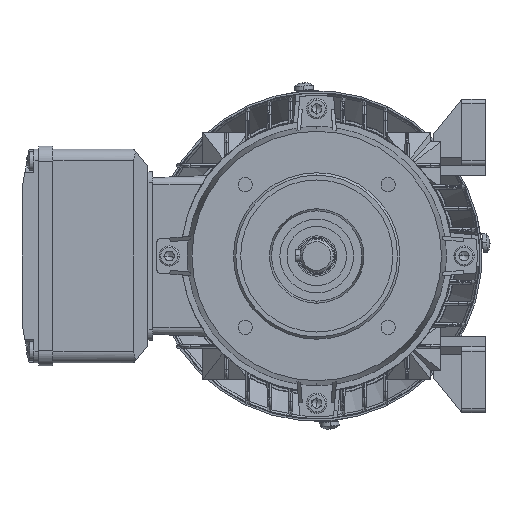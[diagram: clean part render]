
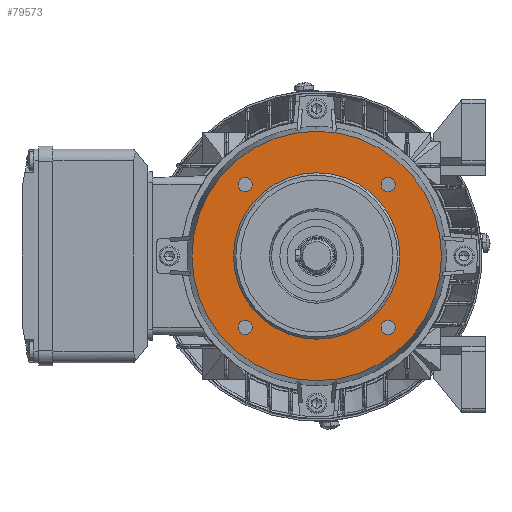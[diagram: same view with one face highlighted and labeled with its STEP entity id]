
A CAD part, left-side view. The second image highlights one B-rep face of the part: STEP entity #79573.
In plain terms, the highlighted face is planar.
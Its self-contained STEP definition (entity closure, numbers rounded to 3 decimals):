
#21382 = CARTESIAN_POINT ( 'NONE',  ( -33.052, -30.052, 31. ) ) ;
#21426 = CARTESIAN_POINT ( 'NONE',  ( -33.052, 30.052, 31. ) ) ;
#21431 = CIRCLE ( 'NONE', #21492, 3. ) ;
#21432 = CARTESIAN_POINT ( 'NONE',  ( 27.052, 30.052, 31. ) ) ;
#21460 = CARTESIAN_POINT ( 'NONE',  ( 27.052, -30.052, 31. ) ) ;
#21482 = CARTESIAN_POINT ( 'NONE',  ( -27.052, -30.052, 31. ) ) ;
#21483 = DIRECTION ( 'NONE',  ( 1., 0., 0. ) ) ;
#21484 = DIRECTION ( 'NONE',  ( 0., 0., 1. ) ) ;
#21485 = CARTESIAN_POINT ( 'NONE',  ( -30.052, -30.052, 31. ) ) ;
#21486 = AXIS2_PLACEMENT_3D ( 'NONE', #21485, #21484, #21483 ) ;
#21487 = CIRCLE ( 'NONE', #21486, 3. ) ;
#21488 = CARTESIAN_POINT ( 'NONE',  ( 33.052, 30.052, 31. ) ) ;
#21489 = DIRECTION ( 'NONE',  ( 1., 0., 0. ) ) ;
#21490 = DIRECTION ( 'NONE',  ( 0., 0., 1. ) ) ;
#21491 = CARTESIAN_POINT ( 'NONE',  ( 30.052, 30.052, 31. ) ) ;
#21492 = AXIS2_PLACEMENT_3D ( 'NONE', #21491, #21490, #21489 ) ;
#21514 = CARTESIAN_POINT ( 'NONE',  ( -27.052, 30.052, 31. ) ) ;
#21515 = DIRECTION ( 'NONE',  ( 1., 0., 0. ) ) ;
#21516 = DIRECTION ( 'NONE',  ( 0., 0., 1. ) ) ;
#21517 = AXIS2_PLACEMENT_3D ( 'NONE', #21524, #21516, #21515 ) ;
#21518 = CIRCLE ( 'NONE', #21517, 3. ) ;
#21519 = DIRECTION ( 'NONE',  ( 1., 0., 0. ) ) ;
#21520 = DIRECTION ( 'NONE',  ( 0., 0., 1. ) ) ;
#21521 = CARTESIAN_POINT ( 'NONE',  ( 30.052, -30.052, 31. ) ) ;
#21522 = AXIS2_PLACEMENT_3D ( 'NONE', #21521, #21520, #21519 ) ;
#21523 = CIRCLE ( 'NONE', #21522, 3. ) ;
#21524 = CARTESIAN_POINT ( 'NONE',  ( -30.052, 30.052, 31. ) ) ;
#21972 = CARTESIAN_POINT ( 'NONE',  ( -52.5, 0., 31. ) ) ;
#21973 = DIRECTION ( 'NONE',  ( -1., 0., 0. ) ) ;
#21974 = DIRECTION ( 'NONE',  ( 0., 0., -1. ) ) ;
#21975 = CARTESIAN_POINT ( 'NONE',  ( 0., 0., 31. ) ) ;
#21976 = AXIS2_PLACEMENT_3D ( 'NONE', #21975, #21974, #21973 ) ;
#21977 = CIRCLE ( 'NONE', #21976, 52.5 ) ;
#22056 = CARTESIAN_POINT ( 'NONE',  ( 52.5, 0., 31. ) ) ;
#22057 = CARTESIAN_POINT ( 'NONE',  ( -35., 0., 31. ) ) ;
#22058 = CARTESIAN_POINT ( 'NONE',  ( 35., 0., 31. ) ) ;
#22168 = DIRECTION ( 'NONE',  ( -1., 0., 0. ) ) ;
#22169 = DIRECTION ( 'NONE',  ( 0., 0., -1. ) ) ;
#22170 = CARTESIAN_POINT ( 'NONE',  ( 0., 0., 31. ) ) ;
#22171 = AXIS2_PLACEMENT_3D ( 'NONE', #22170, #22169, #22168 ) ;
#22177 = CIRCLE ( 'NONE', #22171, 35. ) ;
#27729 = DIRECTION ( 'NONE',  ( 1., 0., 0. ) ) ;
#27730 = DIRECTION ( 'NONE',  ( 0., 0., 1. ) ) ;
#27731 = CARTESIAN_POINT ( 'NONE',  ( -30.052, 30.052, 31. ) ) ;
#27732 = AXIS2_PLACEMENT_3D ( 'NONE', #27731, #27730, #27729 ) ;
#27733 = DIRECTION ( 'NONE',  ( 1., 0., 0. ) ) ;
#27734 = DIRECTION ( 'NONE',  ( 0., 0., 1. ) ) ;
#27735 = AXIS2_PLACEMENT_3D ( 'NONE', #27737, #27734, #27733 ) ;
#27736 = CIRCLE ( 'NONE', #27732, 3. ) ;
#27737 = CARTESIAN_POINT ( 'NONE',  ( -52.5, 0., 31. ) ) ;
#27738 = PLANE ( 'NONE',  #27735 ) ;
#27739 = FACE_BOUND ( 'NONE', #79620, .T. ) ;
#27740 = FACE_OUTER_BOUND ( 'NONE', #79641, .T. ) ;
#27741 = FACE_BOUND ( 'NONE', #79636, .T. ) ;
#27742 = FACE_BOUND ( 'NONE', #79632, .T. ) ;
#27743 = FACE_BOUND ( 'NONE', #79578, .T. ) ;
#27744 = FACE_BOUND ( 'NONE', #79574, .T. ) ;
#27793 = CARTESIAN_POINT ( 'NONE',  ( 30.052, 30.052, 31. ) ) ;
#27794 = AXIS2_PLACEMENT_3D ( 'NONE', #27793, #27850, #27849 ) ;
#27795 = CIRCLE ( 'NONE', #27794, 3. ) ;
#27796 = CARTESIAN_POINT ( 'NONE',  ( 0., 0., 31. ) ) ;
#27797 = DIRECTION ( 'NONE',  ( 1., 0., 0. ) ) ;
#27798 = DIRECTION ( 'NONE',  ( 0., 0., 1. ) ) ;
#27799 = CARTESIAN_POINT ( 'NONE',  ( 30.052, -30.052, 31. ) ) ;
#27800 = AXIS2_PLACEMENT_3D ( 'NONE', #27799, #27798, #27797 ) ;
#27801 = CIRCLE ( 'NONE', #27800, 3. ) ;
#27802 = DIRECTION ( 'NONE',  ( 1., 0., 0. ) ) ;
#27803 = DIRECTION ( 'NONE',  ( 0., 0., 1. ) ) ;
#27804 = CARTESIAN_POINT ( 'NONE',  ( -30.052, -30.052, 31. ) ) ;
#27805 = AXIS2_PLACEMENT_3D ( 'NONE', #27804, #27803, #27802 ) ;
#27806 = CIRCLE ( 'NONE', #27805, 3. ) ;
#27813 = DIRECTION ( 'NONE',  ( -1., 0., 0. ) ) ;
#27814 = DIRECTION ( 'NONE',  ( 0., 0., -1. ) ) ;
#27815 = CARTESIAN_POINT ( 'NONE',  ( 0., 0., 31. ) ) ;
#27816 = AXIS2_PLACEMENT_3D ( 'NONE', #27815, #27814, #27813 ) ;
#27817 = CIRCLE ( 'NONE', #27816, 52.5 ) ;
#27842 = CARTESIAN_POINT ( 'NONE',  ( 33.052, -30.052, 31. ) ) ;
#27845 = DIRECTION ( 'NONE',  ( -1., 0., 0. ) ) ;
#27846 = DIRECTION ( 'NONE',  ( 0., 0., -1. ) ) ;
#27847 = AXIS2_PLACEMENT_3D ( 'NONE', #27796, #27846, #27845 ) ;
#27848 = CIRCLE ( 'NONE', #27847, 35. ) ;
#27849 = DIRECTION ( 'NONE',  ( 1., 0., 0. ) ) ;
#27850 = DIRECTION ( 'NONE',  ( 0., 0., 1. ) ) ;
#76177 = VERTEX_POINT ( 'NONE', #21382 ) ;
#76193 = VERTEX_POINT ( 'NONE', #21426 ) ;
#76223 = VERTEX_POINT ( 'NONE', #21432 ) ;
#76225 = EDGE_CURVE ( 'NONE', #76223, #76226, #21431, .T. ) ;
#76226 = VERTEX_POINT ( 'NONE', #21488 ) ;
#76228 = EDGE_CURVE ( 'NONE', #76177, #76229, #21487, .T. ) ;
#76229 = VERTEX_POINT ( 'NONE', #21482 ) ;
#76240 = VERTEX_POINT ( 'NONE', #21460 ) ;
#76242 = EDGE_CURVE ( 'NONE', #76240, #79649, #21523, .T. ) ;
#76244 = EDGE_CURVE ( 'NONE', #76193, #76245, #21518, .T. ) ;
#76245 = VERTEX_POINT ( 'NONE', #21514 ) ;
#76482 = EDGE_CURVE ( 'NONE', #76483, #76542, #21977, .T. ) ;
#76483 = VERTEX_POINT ( 'NONE', #21972 ) ;
#76540 = VERTEX_POINT ( 'NONE', #22058 ) ;
#76541 = VERTEX_POINT ( 'NONE', #22057 ) ;
#76542 = VERTEX_POINT ( 'NONE', #22056 ) ;
#76596 = EDGE_CURVE ( 'NONE', #76541, #76540, #22177, .T. ) ;
#79573 = ADVANCED_FACE ( 'NONE', ( #27744, #27743, #27742, #27741, #27740, #27739 ), #27738, .T. ) ;
#79574 = EDGE_LOOP ( 'NONE', ( #79575, #79577 ) ) ;
#79575 = ORIENTED_EDGE ( 'NONE', *, *, #79576, .F. ) ;
#79576 = EDGE_CURVE ( 'NONE', #76245, #76193, #27736, .T. ) ;
#79577 = ORIENTED_EDGE ( 'NONE', *, *, #76244, .F. ) ;
#79578 = EDGE_LOOP ( 'NONE', ( #79629, #79631 ) ) ;
#79617 = ORIENTED_EDGE ( 'NONE', *, *, #79619, .F. ) ;
#79619 = EDGE_CURVE ( 'NONE', #76542, #76483, #27817, .T. ) ;
#79620 = EDGE_LOOP ( 'NONE', ( #79621, #79622 ) ) ;
#79621 = ORIENTED_EDGE ( 'NONE', *, *, #76596, .T. ) ;
#79622 = ORIENTED_EDGE ( 'NONE', *, *, #79643, .T. ) ;
#79629 = ORIENTED_EDGE ( 'NONE', *, *, #79630, .F. ) ;
#79630 = EDGE_CURVE ( 'NONE', #76229, #76177, #27806, .T. ) ;
#79631 = ORIENTED_EDGE ( 'NONE', *, *, #76228, .F. ) ;
#79632 = EDGE_LOOP ( 'NONE', ( #79633, #79635 ) ) ;
#79633 = ORIENTED_EDGE ( 'NONE', *, *, #79634, .F. ) ;
#79634 = EDGE_CURVE ( 'NONE', #79649, #76240, #27801, .T. ) ;
#79635 = ORIENTED_EDGE ( 'NONE', *, *, #76242, .F. ) ;
#79636 = EDGE_LOOP ( 'NONE', ( #79637, #79639 ) ) ;
#79637 = ORIENTED_EDGE ( 'NONE', *, *, #79638, .F. ) ;
#79638 = EDGE_CURVE ( 'NONE', #76226, #76223, #27795, .T. ) ;
#79639 = ORIENTED_EDGE ( 'NONE', *, *, #76225, .F. ) ;
#79641 = EDGE_LOOP ( 'NONE', ( #79642, #79617 ) ) ;
#79642 = ORIENTED_EDGE ( 'NONE', *, *, #76482, .F. ) ;
#79643 = EDGE_CURVE ( 'NONE', #76540, #76541, #27848, .T. ) ;
#79649 = VERTEX_POINT ( 'NONE', #27842 ) ;
